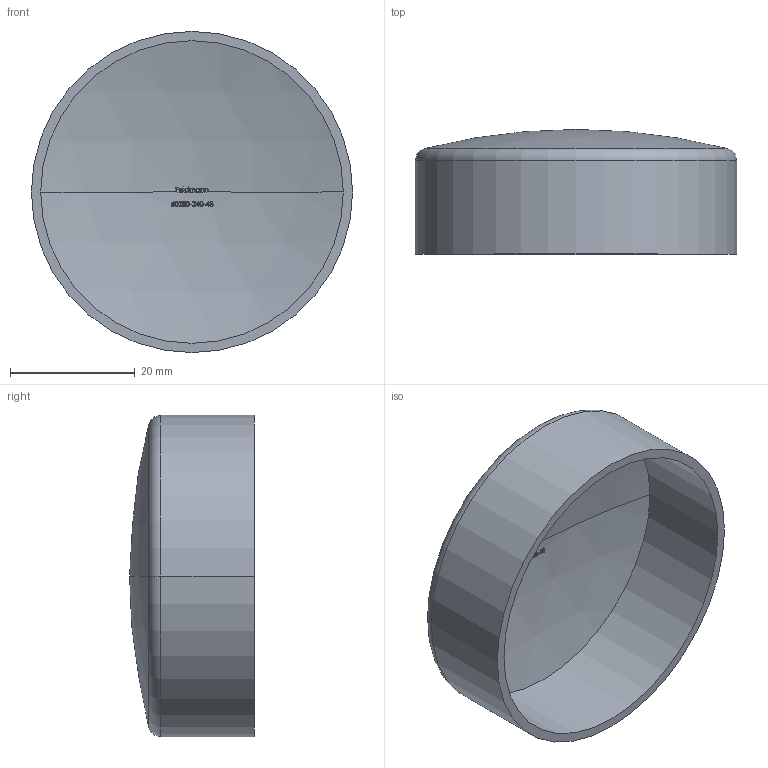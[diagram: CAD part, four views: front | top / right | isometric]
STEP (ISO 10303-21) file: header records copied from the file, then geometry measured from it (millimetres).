
FILE_DESCRIPTION (( 'STEP AP203' ), '1' );
FILE_NAME ('60280-240-48.STEP', '2018-06-18T12:58:47', ( '' ), ( '' ), 'SwSTEP 2.0', 'SolidWorks 2015', '' );
FILE_SCHEMA (( 'CONFIG_CONTROL_DESIGN' ));
Length unit declared in the file: millimetre
Products named in the file (1): 60280-240-48
Bounding box: 51.5 x 20 x 51.5 mm (x, y, z)
Volume: 6686.5 mm3; surface area: 9186.4 mm2
Topology: 1 solids, 1 shells, 286 faces, 748 edges, 490 vertices
Faces by surface type: bspline 130, plane 104, sphere 46, cylinder 4, torus 2
Entity records: 14218 total; most frequent: CARTESIAN_POINT 7797, ORIENTED_EDGE 1496, DIRECTION 1029, EDGE_CURVE 748, VERTEX_POINT 490, AXIS2_PLACEMENT_3D 396, EDGE_LOOP 312, ADVANCED_FACE 286
